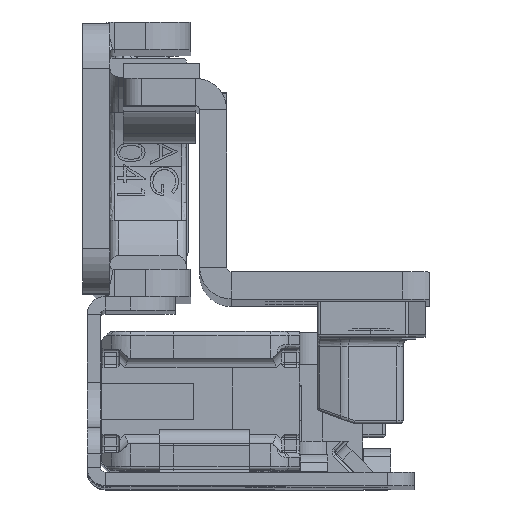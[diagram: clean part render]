
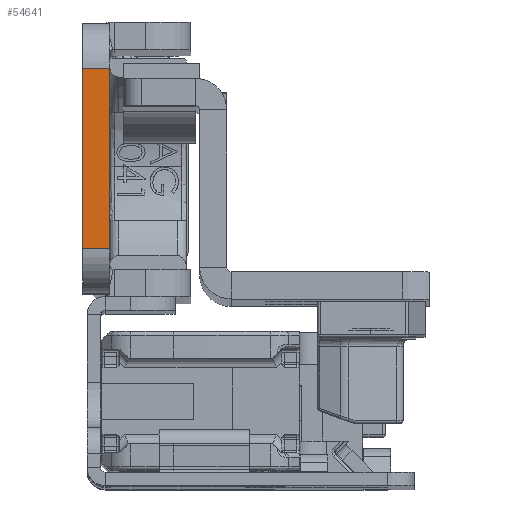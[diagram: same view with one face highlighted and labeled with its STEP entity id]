
A CAD part, top view. The second image highlights one B-rep face of the part: STEP entity #54641.
In plain terms, the highlighted planar face has unit normal (0, 0, 1).
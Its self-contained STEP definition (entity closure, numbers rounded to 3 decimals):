
#4170 = VERTEX_POINT ( 'NONE', #15851 ) ;
#8851 = ORIENTED_EDGE ( 'NONE', *, *, #70791, .T. ) ;
#12709 = EDGE_CURVE ( 'NONE', #61187, #27408, #33871, .T. ) ;
#14689 = DIRECTION ( 'NONE',  ( 0., 0., -1. ) ) ;
#15122 = ORIENTED_EDGE ( 'NONE', *, *, #67824, .F. ) ;
#15851 = CARTESIAN_POINT ( 'NONE',  ( 3., -10., 0. ) ) ;
#17035 = LINE ( 'NONE', #45843, #34727 ) ;
#18132 = DIRECTION ( 'NONE',  ( 0., -1., 0. ) ) ;
#18383 = ORIENTED_EDGE ( 'NONE', *, *, #21338, .F. ) ;
#21338 = EDGE_CURVE ( 'NONE', #4170, #27408, #48981, .T. ) ;
#25099 = VECTOR ( 'NONE', #55512, 1000. ) ;
#25246 = VECTOR ( 'NONE', #69794, 1000. ) ;
#25353 = CARTESIAN_POINT ( 'NONE',  ( 3., -22.5, 0. ) ) ;
#27408 = VERTEX_POINT ( 'NONE', #48326 ) ;
#30495 = LINE ( 'NONE', #25353, #25246 ) ;
#31132 = CARTESIAN_POINT ( 'NONE',  ( 3., -22.5, 0. ) ) ;
#32923 = CARTESIAN_POINT ( 'NONE',  ( 3., 10., 0. ) ) ;
#33871 = LINE ( 'NONE', #44801, #35574 ) ;
#34727 = VECTOR ( 'NONE', #40385, 1000. ) ;
#35574 = VECTOR ( 'NONE', #18132, 1000. ) ;
#40385 = DIRECTION ( 'NONE',  ( -1., 0., 0. ) ) ;
#42417 = FACE_OUTER_BOUND ( 'NONE', #49317, .T. ) ;
#43491 = CARTESIAN_POINT ( 'NONE',  ( 3., -10., 0. ) ) ;
#43856 = VERTEX_POINT ( 'NONE', #32923 ) ;
#44801 = CARTESIAN_POINT ( 'NONE',  ( 0., -22.5, 0. ) ) ;
#45088 = AXIS2_PLACEMENT_3D ( 'NONE', #31132, #14689, #69357 ) ;
#45843 = CARTESIAN_POINT ( 'NONE',  ( 3., 10., 0. ) ) ;
#48326 = CARTESIAN_POINT ( 'NONE',  ( 0., -10., 0. ) ) ;
#48626 = PLANE ( 'NONE',  #45088 ) ;
#48981 = LINE ( 'NONE', #43491, #25099 ) ;
#49317 = EDGE_LOOP ( 'NONE', ( #18383, #15122, #8851, #63150 ) ) ;
#54641 = ADVANCED_FACE ( 'NONE', ( #42417 ), #48626, .F. ) ;
#55512 = DIRECTION ( 'NONE',  ( -1., 0., 0. ) ) ;
#61187 = VERTEX_POINT ( 'NONE', #64758 ) ;
#63150 = ORIENTED_EDGE ( 'NONE', *, *, #12709, .T. ) ;
#64758 = CARTESIAN_POINT ( 'NONE',  ( 0., 10., 0. ) ) ;
#67824 = EDGE_CURVE ( 'NONE', #43856, #4170, #30495, .T. ) ;
#69357 = DIRECTION ( 'NONE',  ( -1., 0., 0. ) ) ;
#69794 = DIRECTION ( 'NONE',  ( 0., -1., 0. ) ) ;
#70791 = EDGE_CURVE ( 'NONE', #43856, #61187, #17035, .T. ) ;
